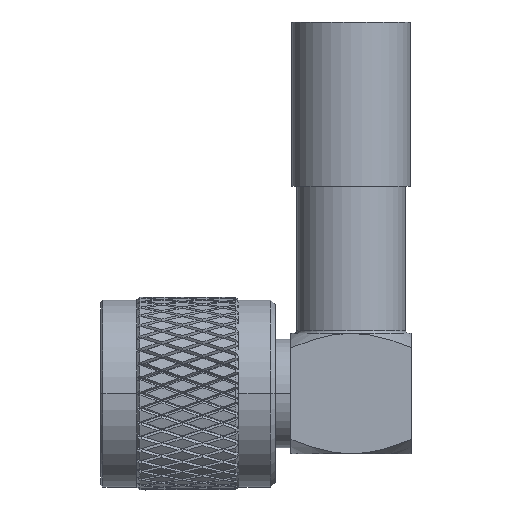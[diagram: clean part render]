
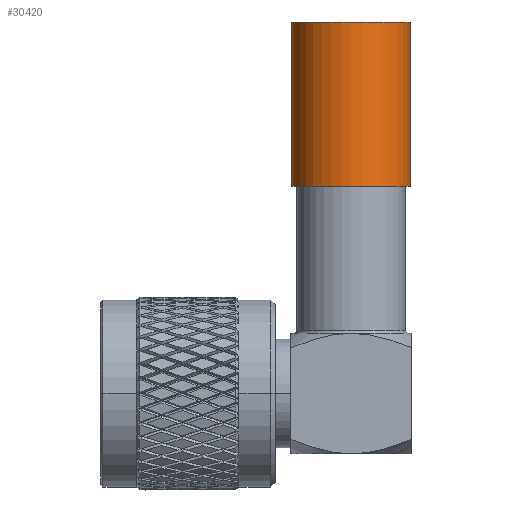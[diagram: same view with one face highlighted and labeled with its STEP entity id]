
A CAD part, front view. The second image highlights one B-rep face of the part: STEP entity #30420.
In plain terms, the highlighted cylindrical face has radius 6.25 mm (diameter 12.5 mm), a partial arc.
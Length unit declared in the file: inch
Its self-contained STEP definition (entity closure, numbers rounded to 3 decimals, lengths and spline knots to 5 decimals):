
#1262 = AXIS2_PLACEMENT_3D ( 'NONE', #58799, #26580, #40276 ) ;
#2876 = DIRECTION ( 'NONE',  ( -1., 0., 0. ) ) ;
#3187 = VECTOR ( 'NONE', #46349, 39.37008 ) ;
#3330 = DIRECTION ( 'NONE',  ( 0., 0., -1. ) ) ;
#4498 = AXIS2_PLACEMENT_3D ( 'NONE', #10844, #3330, #25773 ) ;
#6842 = VECTOR ( 'NONE', #32315, 39.37008 ) ;
#7443 = CARTESIAN_POINT ( 'NONE',  ( 1.28606, 0., 0.86024 ) ) ;
#9420 = VERTEX_POINT ( 'NONE', #47077 ) ;
#9502 = EDGE_CURVE ( 'NONE', #24929, #40018, #43131, .T. ) ;
#9582 = LINE ( 'NONE', #41220, #6842 ) ;
#10844 = CARTESIAN_POINT ( 'NONE',  ( 1.04, 0., 0. ) ) ;
#13473 = CARTESIAN_POINT ( 'NONE',  ( 0.79394, 0., 0.86024 ) ) ;
#14723 = FACE_OUTER_BOUND ( 'NONE', #45618, .T. ) ;
#21581 = CARTESIAN_POINT ( 'NONE',  ( 0.79394, 0., 1.54134 ) ) ;
#24929 = VERTEX_POINT ( 'NONE', #7443 ) ;
#25773 = DIRECTION ( 'NONE',  ( -1., 0., 0. ) ) ;
#26580 = DIRECTION ( 'NONE',  ( 0., 0., -1. ) ) ;
#27281 = EDGE_CURVE ( 'NONE', #49149, #40018, #32673, .T. ) ;
#30095 = CARTESIAN_POINT ( 'NONE',  ( 1.04, 0., 0.86024 ) ) ;
#30420 = ADVANCED_FACE ( 'NONE', ( #14723 ), #51733, .T. ) ;
#30660 = ORIENTED_EDGE ( 'NONE', *, *, #9502, .F. ) ;
#31605 = ORIENTED_EDGE ( 'NONE', *, *, #43412, .T. ) ;
#32078 = CARTESIAN_POINT ( 'NONE',  ( 0.79394, 0., 0. ) ) ;
#32315 = DIRECTION ( 'NONE',  ( 0., 0., -1. ) ) ;
#32673 = LINE ( 'NONE', #32078, #3187 ) ;
#34827 = EDGE_CURVE ( 'NONE', #9420, #24929, #9582, .T. ) ;
#35279 = ORIENTED_EDGE ( 'NONE', *, *, #27281, .T. ) ;
#35734 = DIRECTION ( 'NONE',  ( 0., 0., -1. ) ) ;
#40018 = VERTEX_POINT ( 'NONE', #13473 ) ;
#40276 = DIRECTION ( 'NONE',  ( -1., 0., 0. ) ) ;
#41220 = CARTESIAN_POINT ( 'NONE',  ( 1.28606, 0., 0. ) ) ;
#43131 = CIRCLE ( 'NONE', #52699, 0.24606 ) ;
#43412 = EDGE_CURVE ( 'NONE', #9420, #49149, #49863, .T. ) ;
#45618 = EDGE_LOOP ( 'NONE', ( #50911, #31605, #35279, #30660 ) ) ;
#46349 = DIRECTION ( 'NONE',  ( 0., 0., -1. ) ) ;
#47077 = CARTESIAN_POINT ( 'NONE',  ( 1.28606, 0., 1.54134 ) ) ;
#49149 = VERTEX_POINT ( 'NONE', #21581 ) ;
#49863 = CIRCLE ( 'NONE', #1262, 0.24606 ) ;
#50911 = ORIENTED_EDGE ( 'NONE', *, *, #34827, .F. ) ;
#51733 = CYLINDRICAL_SURFACE ( 'NONE', #4498, 0.24606 ) ;
#52699 = AXIS2_PLACEMENT_3D ( 'NONE', #30095, #35734, #2876 ) ;
#58799 = CARTESIAN_POINT ( 'NONE',  ( 1.04, 0., 1.54134 ) ) ;
